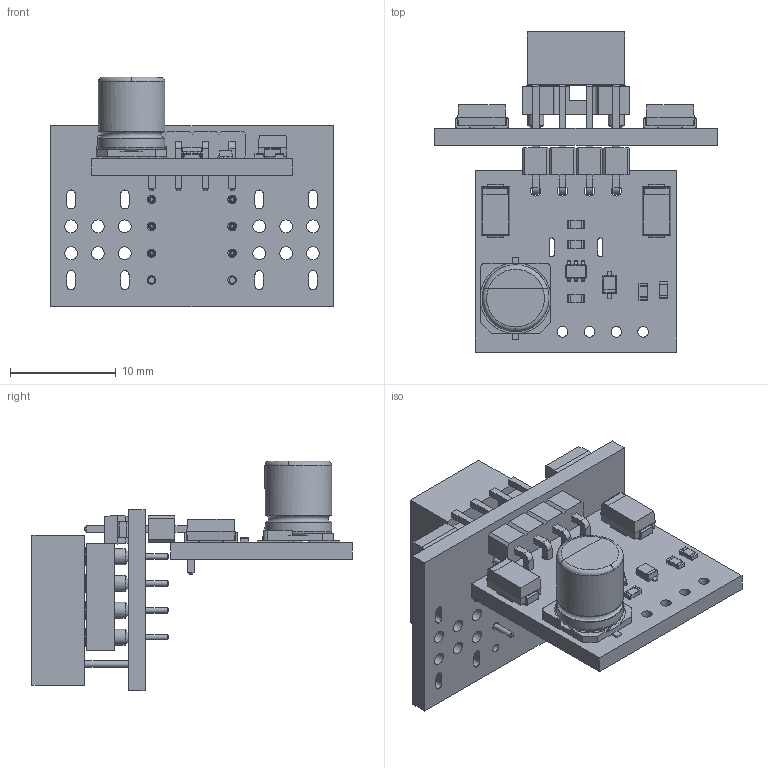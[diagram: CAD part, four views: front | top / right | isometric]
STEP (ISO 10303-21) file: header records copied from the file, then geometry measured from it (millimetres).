
FILE_DESCRIPTION(('FreeCAD Model'),'2;1');
FILE_NAME('PCBA_Miyama_Pulse_cp_sp.step', '2019-02-18T14:36:46',('kicad StepUp'),('ksu MCAD'), 'Open CASCADE STEP processor 7.2','FreeCAD','Unknown');
FILE_SCHEMA(('AUTOMOTIVE_DESIGN { 1 0 10303 214 1 1 1 1 }'));
Length unit declared in the file: millimetre
Products named in the file (1): PCBA_Miyama_Pulse_cp_sp
Bounding box: 26.67 x 30.25 x 21.73 mm (x, y, z)
Volume: 2494.3 mm3; surface area: 3616.7 mm2
Topology: 2 solids, 2 shells, 811 faces, 2097 edges, 1336 vertices
Faces by surface type: plane 482, cylinder 218, bspline 82, cone 24, torus 4, revolution 1
Full cylindrical faces by diameter (mm): 0.508 x8, 0.6 x18, 0.8 x10, 1 x12, 1.2 x12, 1.524 x8, 1.724 x8, 6.3 x2
Entity records: 30492 total; most frequent: CARTESIAN_POINT 4858, ORIENTED_EDGE 4194, DIRECTION 3898, EDGE_CURVE 2097, LINE 1477, VECTOR 1477, VERTEX_POINT 1336, AXIS2_PLACEMENT_3D 1210
